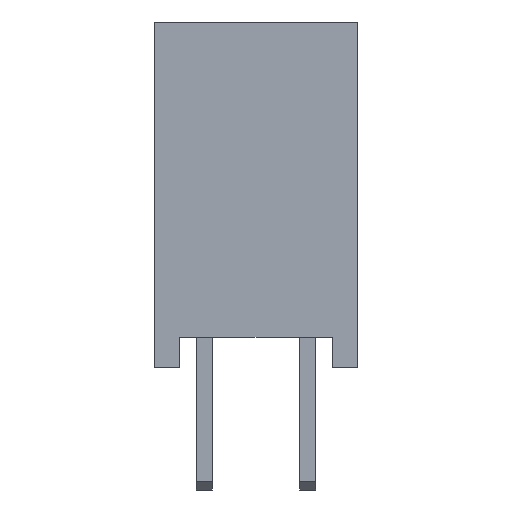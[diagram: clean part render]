
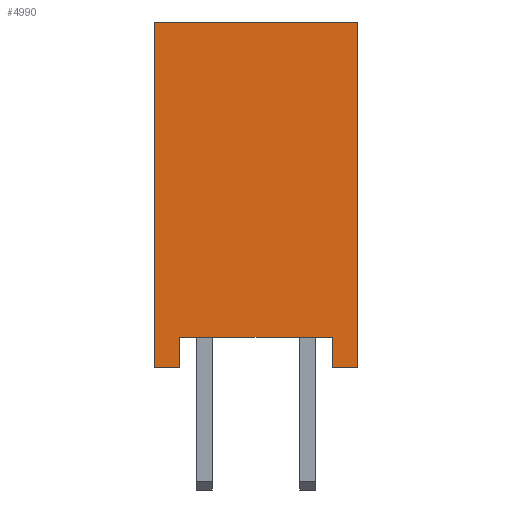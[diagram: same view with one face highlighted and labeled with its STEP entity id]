
A CAD part, front view. The second image highlights one B-rep face of the part: STEP entity #4990.
In plain terms, the highlighted planar face has unit normal (0, -1, 0).
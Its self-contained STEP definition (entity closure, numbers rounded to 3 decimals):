
#104=FACE_OUTER_BOUND('',#414,.T.);
#414=EDGE_LOOP('',(#3403,#3404,#3405,#3406,#3407,#3408,#3409,#3410));
#755=LINE('',#7042,#1455);
#779=LINE('',#7094,#1479);
#780=LINE('',#7096,#1480);
#781=LINE('',#7098,#1481);
#782=LINE('',#7100,#1482);
#783=LINE('',#7102,#1483);
#784=LINE('',#7103,#1484);
#785=LINE('',#7104,#1485);
#1455=VECTOR('',#5709,10.);
#1479=VECTOR('',#5759,10.);
#1480=VECTOR('',#5760,10.);
#1481=VECTOR('',#5761,10.);
#1482=VECTOR('',#5762,10.);
#1483=VECTOR('',#5763,10.);
#1484=VECTOR('',#5764,10.);
#1485=VECTOR('',#5765,10.);
#2134=VERTEX_POINT('',#7035);
#2137=VERTEX_POINT('',#7040);
#2151=VERTEX_POINT('',#7092);
#2152=VERTEX_POINT('',#7093);
#2153=VERTEX_POINT('',#7095);
#2154=VERTEX_POINT('',#7097);
#2155=VERTEX_POINT('',#7099);
#2156=VERTEX_POINT('',#7101);
#2603=EDGE_CURVE('',#2134,#2137,#755,.T.);
#2627=EDGE_CURVE('',#2151,#2152,#779,.T.);
#2628=EDGE_CURVE('',#2152,#2153,#780,.T.);
#2629=EDGE_CURVE('',#2153,#2154,#781,.T.);
#2630=EDGE_CURVE('',#2154,#2155,#782,.T.);
#2631=EDGE_CURVE('',#2155,#2156,#783,.T.);
#2632=EDGE_CURVE('',#2156,#2134,#784,.T.);
#2633=EDGE_CURVE('',#2137,#2151,#785,.T.);
#3403=ORIENTED_EDGE('',*,*,#2627,.T.);
#3404=ORIENTED_EDGE('',*,*,#2628,.T.);
#3405=ORIENTED_EDGE('',*,*,#2629,.T.);
#3406=ORIENTED_EDGE('',*,*,#2630,.T.);
#3407=ORIENTED_EDGE('',*,*,#2631,.T.);
#3408=ORIENTED_EDGE('',*,*,#2632,.T.);
#3409=ORIENTED_EDGE('',*,*,#2603,.T.);
#3410=ORIENTED_EDGE('',*,*,#2633,.T.);
#4682=PLANE('',#5332);
#4990=ADVANCED_FACE('',(#104),#4682,.T.);
#5332=AXIS2_PLACEMENT_3D('',#7091,#5757,#5758);
#5709=DIRECTION('',(-1.,0.,0.));
#5757=DIRECTION('center_axis',(0.,-1.,0.));
#5758=DIRECTION('ref_axis',(0.,0.,-1.));
#5759=DIRECTION('',(1.,0.,0.));
#5760=DIRECTION('',(0.,0.,1.));
#5761=DIRECTION('',(1.,0.,0.));
#5762=DIRECTION('',(0.,0.,-1.));
#5763=DIRECTION('',(1.,0.,0.));
#5764=DIRECTION('',(0.,0.,1.));
#5765=DIRECTION('',(0.,0.,-1.));
#7035=CARTESIAN_POINT('',(2.5,-8.89,8.5));
#7040=CARTESIAN_POINT('',(-2.5,-8.89,8.5));
#7042=CARTESIAN_POINT('',(-2.5,-8.89,8.5));
#7091=CARTESIAN_POINT('Origin',(0.,-8.89,4.25));
#7092=CARTESIAN_POINT('',(-2.5,-8.89,0.));
#7093=CARTESIAN_POINT('',(-1.875,-8.89,0.));
#7094=CARTESIAN_POINT('',(-1.875,-8.89,0.));
#7095=CARTESIAN_POINT('',(-1.875,-8.89,0.75));
#7096=CARTESIAN_POINT('',(-1.875,-8.89,0.));
#7097=CARTESIAN_POINT('',(1.875,-8.89,0.75));
#7098=CARTESIAN_POINT('',(-1.875,-8.89,0.75));
#7099=CARTESIAN_POINT('',(1.875,-8.89,0.));
#7100=CARTESIAN_POINT('',(1.875,-8.89,0.));
#7101=CARTESIAN_POINT('',(2.5,-8.89,0.));
#7102=CARTESIAN_POINT('',(1.875,-8.89,0.));
#7103=CARTESIAN_POINT('',(2.5,-8.89,8.5));
#7104=CARTESIAN_POINT('',(-2.5,-8.89,0.));
